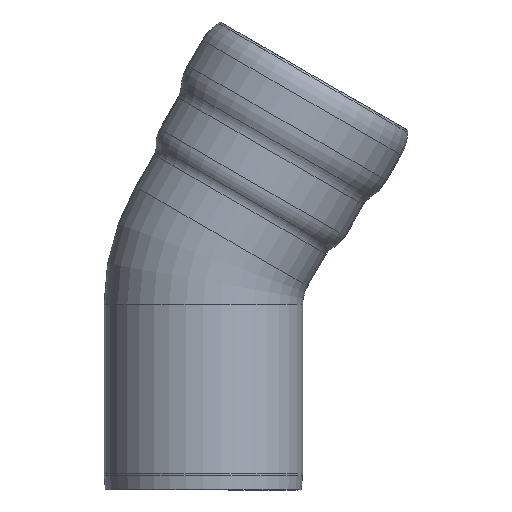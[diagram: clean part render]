
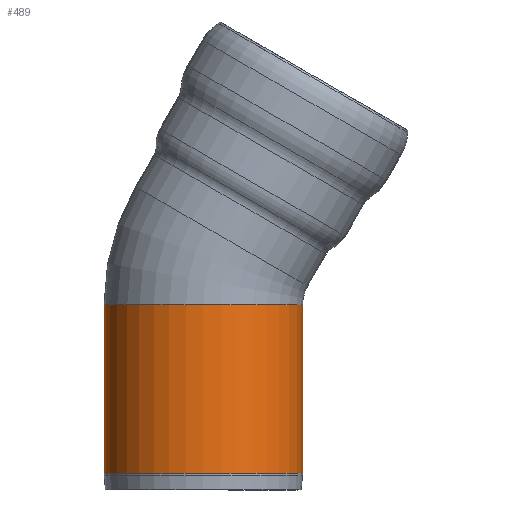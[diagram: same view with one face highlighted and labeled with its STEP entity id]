
A CAD part, front view. The second image highlights one B-rep face of the part: STEP entity #489.
In plain terms, the highlighted cylindrical face has radius 510 mm (diameter 1020 mm), a full revolution.
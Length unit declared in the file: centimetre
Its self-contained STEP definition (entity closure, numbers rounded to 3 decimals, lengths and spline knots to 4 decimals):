
#34=LINE('',#841,#46);
#46=VECTOR('',#637,51.);
#58=CYLINDRICAL_SURFACE('',#529,51.);
#67=FACE_OUTER_BOUND('',#98,.T.);
#98=EDGE_LOOP('',(#327,#328,#329,#330,#331,#332));
#135=CIRCLE('',#527,51.);
#136=CIRCLE('',#528,51.);
#137=CIRCLE('',#530,51.);
#138=CIRCLE('',#531,51.);
#198=VERTEX_POINT('',#834);
#199=VERTEX_POINT('',#836);
#200=VERTEX_POINT('',#840);
#201=VERTEX_POINT('',#842);
#248=EDGE_CURVE('',#198,#199,#135,.T.);
#249=EDGE_CURVE('',#199,#198,#136,.T.);
#250=EDGE_CURVE('',#199,#200,#34,.T.);
#251=EDGE_CURVE('',#201,#200,#137,.T.);
#252=EDGE_CURVE('',#200,#201,#138,.T.);
#327=ORIENTED_EDGE('',*,*,#249,.F.);
#328=ORIENTED_EDGE('',*,*,#250,.T.);
#329=ORIENTED_EDGE('',*,*,#251,.F.);
#330=ORIENTED_EDGE('',*,*,#252,.F.);
#331=ORIENTED_EDGE('',*,*,#250,.F.);
#332=ORIENTED_EDGE('',*,*,#248,.F.);
#489=ADVANCED_FACE('',(#67),#58,.T.);
#527=AXIS2_PLACEMENT_3D('',#837,#631,#632);
#528=AXIS2_PLACEMENT_3D('',#838,#633,#634);
#529=AXIS2_PLACEMENT_3D('',#839,#635,#636);
#530=AXIS2_PLACEMENT_3D('',#843,#638,#639);
#531=AXIS2_PLACEMENT_3D('',#844,#640,#641);
#631=DIRECTION('center_axis',(0.,0.,
-1.));
#632=DIRECTION('ref_axis',(-1.,0.,0.));
#633=DIRECTION('center_axis',(0.,0.,
-1.));
#634=DIRECTION('ref_axis',(-1.,0.,0.));
#635=DIRECTION('center_axis',(0.,0.,
-1.));
#636=DIRECTION('ref_axis',(1.,0.,0.));
#637=DIRECTION('',(0.,0.,1.));
#638=DIRECTION('center_axis',(0.,0.,
1.));
#639=DIRECTION('ref_axis',(1.,0.,0.));
#640=DIRECTION('center_axis',(0.,0.,
1.));
#641=DIRECTION('ref_axis',(1.,0.,0.));
#834=CARTESIAN_POINT('',(21.9249,144.5264,-54.4822));
#836=CARTESIAN_POINT('',(-29.0751,195.5264,-54.4822));
#837=CARTESIAN_POINT('Origin',(21.9249,195.5264,-54.4822));
#838=CARTESIAN_POINT('Origin',(21.9249,195.5264,-54.4822));
#839=CARTESIAN_POINT('Origin',(21.9249,195.5264,-11.3849));
#840=CARTESIAN_POINT('',(-29.0751,195.5264,32.2364));
#841=CARTESIAN_POINT('',(-29.0751,195.5264,-11.3849));
#842=CARTESIAN_POINT('',(72.9249,195.5264,32.2364));
#843=CARTESIAN_POINT('Origin',(21.9249,195.5264,32.2364));
#844=CARTESIAN_POINT('Origin',(21.9249,195.5264,32.2364));
